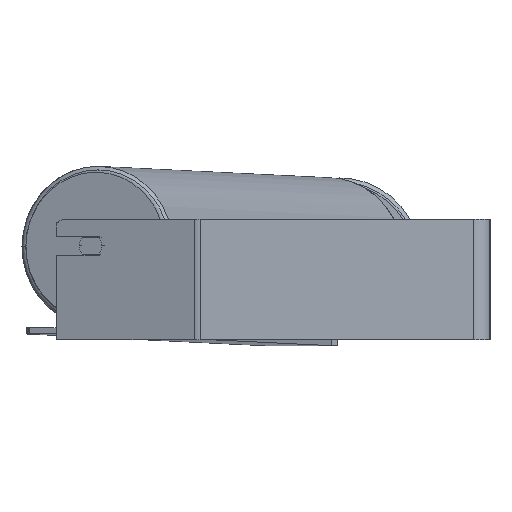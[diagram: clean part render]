
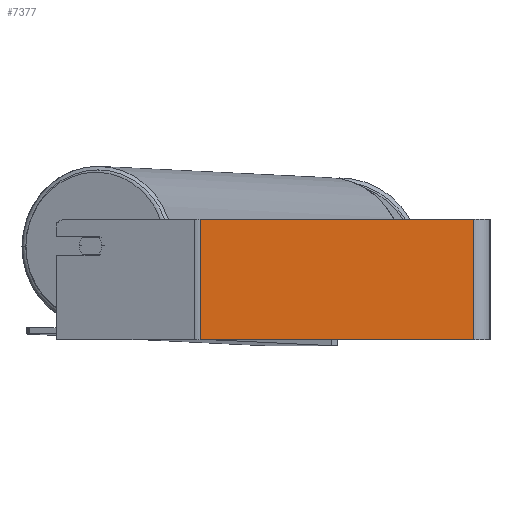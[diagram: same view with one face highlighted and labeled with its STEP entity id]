
A CAD part, left-side view. The second image highlights one B-rep face of the part: STEP entity #7377.
In plain terms, the highlighted planar face has unit normal (-1, 0, 0).
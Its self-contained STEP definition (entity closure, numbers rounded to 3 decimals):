
#669 = ORIENTED_EDGE ( 'NONE', *, *, #5287, .F. ) ;
#797 = EDGE_CURVE ( 'NONE', #8102, #2183, #7800, .T. ) ;
#1004 = DIRECTION ( 'NONE',  ( 0., 0., -1. ) ) ;
#2015 = ORIENTED_EDGE ( 'NONE', *, *, #797, .T. ) ;
#2156 = DIRECTION ( 'NONE',  ( 0., -1., 0. ) ) ;
#2164 = EDGE_CURVE ( 'NONE', #3884, #2183, #2922, .T. ) ;
#2183 = VERTEX_POINT ( 'NONE', #3772 ) ;
#2430 = ORIENTED_EDGE ( 'NONE', *, *, #2164, .F. ) ;
#2776 = DIRECTION ( 'NONE',  ( 0., -1., 0. ) ) ;
#2804 = CARTESIAN_POINT ( 'NONE',  ( -900., 14., 50. ) ) ;
#2891 = AXIS2_PLACEMENT_3D ( 'NONE', #6919, #5501, #1004 ) ;
#2922 = LINE ( 'NONE', #8171, #6510 ) ;
#3017 = CARTESIAN_POINT ( 'NONE',  ( -900., 241.227, 50. ) ) ;
#3772 = CARTESIAN_POINT ( 'NONE',  ( -900., 14., -50. ) ) ;
#3884 = VERTEX_POINT ( 'NONE', #2804 ) ;
#4734 = VERTEX_POINT ( 'NONE', #7764 ) ;
#4750 = FACE_OUTER_BOUND ( 'NONE', #5412, .T. ) ;
#5287 = EDGE_CURVE ( 'NONE', #4734, #3884, #7327, .T. ) ;
#5412 = EDGE_LOOP ( 'NONE', ( #2015, #2430, #669, #5669 ) ) ;
#5501 = DIRECTION ( 'NONE',  ( 1., 0., 0. ) ) ;
#5669 = ORIENTED_EDGE ( 'NONE', *, *, #6172, .T. ) ;
#5765 = DIRECTION ( 'NONE',  ( 0., 0., -1. ) ) ;
#5937 = VECTOR ( 'NONE', #2776, 1000. ) ;
#6066 = VECTOR ( 'NONE', #5765, 1000. ) ;
#6172 = EDGE_CURVE ( 'NONE', #4734, #8102, #9365, .T. ) ;
#6186 = VECTOR ( 'NONE', #2156, 1000. ) ;
#6510 = VECTOR ( 'NONE', #8799, 1000. ) ;
#6919 = CARTESIAN_POINT ( 'NONE',  ( -900., 243.696, 50. ) ) ;
#7130 = CARTESIAN_POINT ( 'NONE',  ( -900., 243.696, 50. ) ) ;
#7327 = LINE ( 'NONE', #7130, #5937 ) ;
#7377 = ADVANCED_FACE ( 'NONE', ( #4750 ), #9055, .F. ) ;
#7754 = CARTESIAN_POINT ( 'NONE',  ( -900., 243.696, -50. ) ) ;
#7764 = CARTESIAN_POINT ( 'NONE',  ( -900., 241.227, 50. ) ) ;
#7800 = LINE ( 'NONE', #7754, #6186 ) ;
#8102 = VERTEX_POINT ( 'NONE', #8709 ) ;
#8171 = CARTESIAN_POINT ( 'NONE',  ( -900., 14., 50. ) ) ;
#8709 = CARTESIAN_POINT ( 'NONE',  ( -900., 241.227, -50. ) ) ;
#8799 = DIRECTION ( 'NONE',  ( 0., 0., -1. ) ) ;
#9055 = PLANE ( 'NONE',  #2891 ) ;
#9365 = LINE ( 'NONE', #3017, #6066 ) ;
